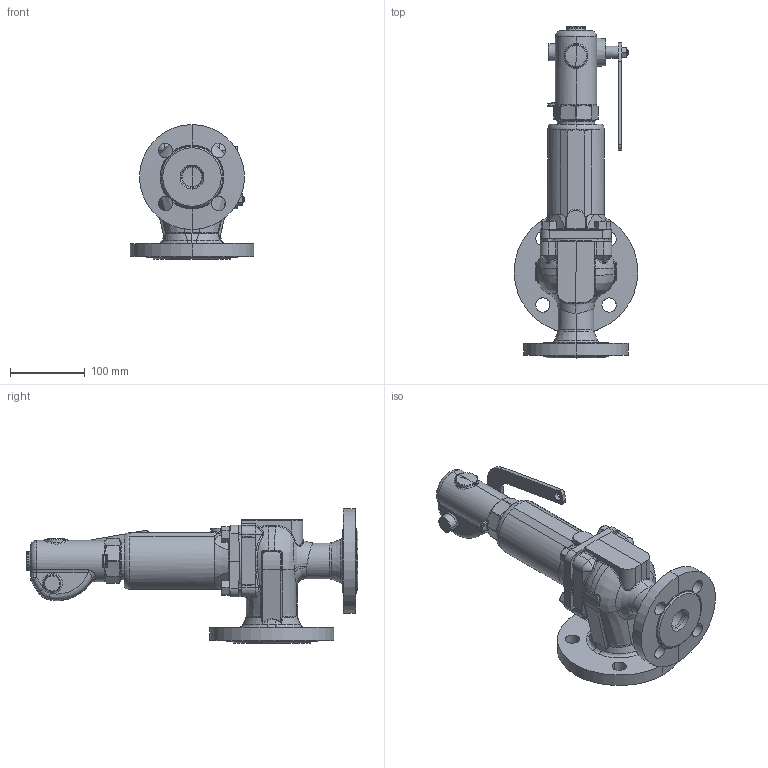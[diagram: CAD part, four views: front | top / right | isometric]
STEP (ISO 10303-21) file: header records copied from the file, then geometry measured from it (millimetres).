
FILE_DESCRIPTION((''),'2;1');
FILE_NAME('10000475984_G3D_000_ASM','2020-01-14T',('Stumpenhagen'),(''),'PRO/ENGINEER BY PARAMETRIC TECHNOLOGY CORPORATION, 2014430','PRO/ENGINEER BY PARAMETRIC TECHNOLOGY CORPORATION, 2014430','');
FILE_SCHEMA(('CONFIG_CONTROL_DESIGN'));
Length unit declared in the file: millimetre
Products named in the file (9): 10000475985_G3D_000; 10000475986_G3D_000; 10000456383_G3D_000; 10000456384_G3D_000; 10000456385_G3D_000; 10000456386_G3D_000; 10000456382_G3D_000_ASM; 10000475987_G3D_000; 10000475984_G3D_000_ASM
Assembly tree (11 placements, depth 3):
  10000475984_G3D_000_ASM
    10000475985_G3D_000
    10000475986_G3D_000
    10000456382_G3D_000_ASM
      10000456383_G3D_000
      10000456384_G3D_000
      10000456385_G3D_000
      10000456386_G3D_000
    10000475987_G3D_000  x4
Bounding box: 165 x 443 x 180 mm (x, y, z)
Volume: 1589259 mm3; surface area: 344629.6 mm2
Topology: 10 solids, 10 shells, 973 faces, 2380 edges, 1433 vertices
Faces by surface type: bspline 286, plane 235, cylinder 225, cone 158, torus 49, sphere 20
Entity records: 39496 total; most frequent: CARTESIAN_POINT 20737, ORIENTED_EDGE 4272, DIRECTION 3351, EDGE_CURVE 2136, AXIS2_PLACEMENT_3D 1363, VERTEX_POINT 1277, EDGE_LOOP 945, FACE_OUTER_BOUND 889
